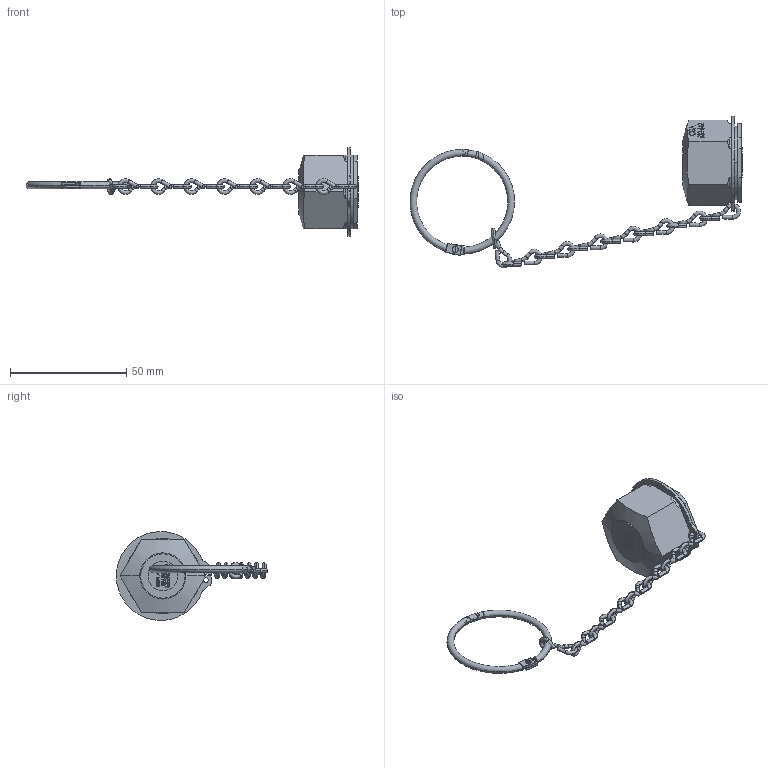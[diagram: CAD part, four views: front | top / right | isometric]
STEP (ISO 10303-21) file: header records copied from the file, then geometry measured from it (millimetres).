
FILE_DESCRIPTION (( 'STEP AP203' ), '1' );
FILE_NAME ('CAP-GT63SS-TU-K.STEP', '2025-08-22T13:02:22', ( '' ), ( '' ), 'SwSTEP 2.0', 'SolidWorks 2018', '' );
FILE_SCHEMA (( 'CONFIG_CONTROL_DESIGN' ));
Length unit declared in the file: inch
Products named in the file (14): PRT-002399; PRT-001423; CAP-GT63SS-TU-K; ASY-000887; ASY-000213_One Link Bent; PRT-002245_RING-1.540D-HALF; ASY-001984; PRT-003791_91590A249; PRT-002255_SMALL PIN; PRT-002742; PRT-004044; PRT-003311; PRT-002239_STAINLESS; PRT-004001_97633A150
Assembly tree (21 placements, depth 3):
  CAP-GT63SS-TU-K
    PRT-001423
    PRT-003311
    PRT-003791_91590A249
    ASY-000213_One Link Bent
      PRT-002239_STAINLESS  x8
    ASY-000887
      PRT-002245_RING-1.540D-HALF  x2
      PRT-002255_SMALL PIN
    ASY-001984
      PRT-002399
      PRT-002742
    PRT-004001_97633A150
    PRT-004044
Bounding box: 142.6 x 65.05 x 38.19 mm (x, y, z)
Volume: 17715.2 mm3; surface area: 13640.6 mm2
Topology: 18 solids, 18 shells, 938 faces, 2554 edges, 1701 vertices
Faces by surface type: plane 435, bspline 195, cylinder 194, torus 82, sphere 18, cone 14
Entity records: 38789 total; most frequent: CARTESIAN_POINT 18762, ORIENTED_EDGE 4242, DIRECTION 3056, EDGE_CURVE 2121, VERTEX_POINT 1454, VECTOR 1256, LINE 1256, AXIS2_PLACEMENT_3D 900
